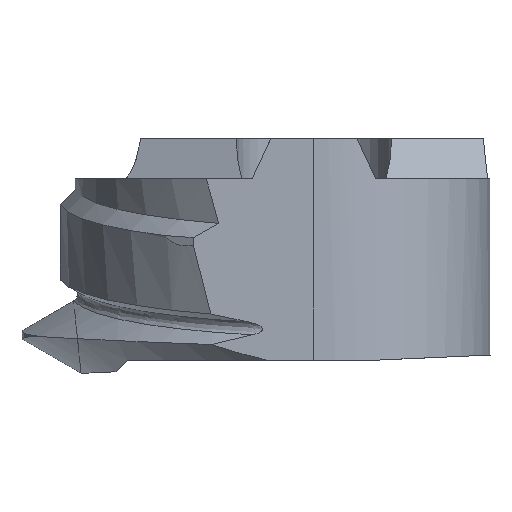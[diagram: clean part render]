
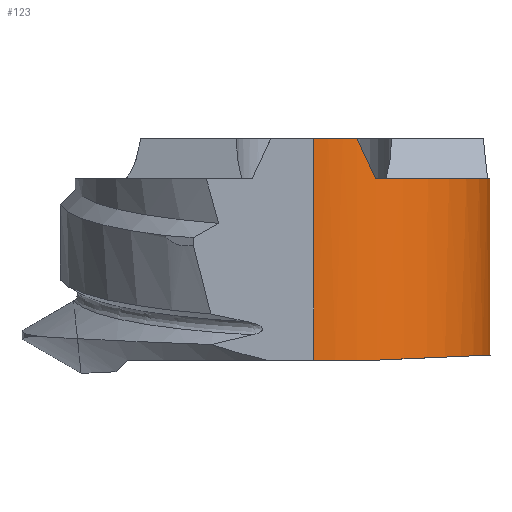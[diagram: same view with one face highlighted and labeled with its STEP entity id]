
A CAD part, front view. The second image highlights one B-rep face of the part: STEP entity #123.
In plain terms, the highlighted cylindrical face has radius 3.5 mm (diameter 7 mm), a partial arc.
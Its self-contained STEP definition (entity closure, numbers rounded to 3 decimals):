
#32=CYLINDRICAL_SURFACE('',#827,3.5);
#43=(
BOUNDED_CURVE()
B_SPLINE_CURVE(3,(#1344,#1345,#1346,#1347),.UNSPECIFIED.,.F.,.F.)
B_SPLINE_CURVE_WITH_KNOTS((4,4),(0.,1.),.UNSPECIFIED.)
CURVE()
GEOMETRIC_REPRESENTATION_ITEM()
RATIONAL_B_SPLINE_CURVE((1.,0.883,0.883,1.))
REPRESENTATION_ITEM('')
);
#44=(
BOUNDED_CURVE()
B_SPLINE_CURVE(3,(#1350,#1351,#1352,#1353),.UNSPECIFIED.,.F.,.F.)
B_SPLINE_CURVE_WITH_KNOTS((4,4),(0.,1.),.UNSPECIFIED.)
CURVE()
GEOMETRIC_REPRESENTATION_ITEM()
RATIONAL_B_SPLINE_CURVE((1.,0.883,0.883,1.))
REPRESENTATION_ITEM('')
);
#45=(
BOUNDED_CURVE()
B_SPLINE_CURVE(3,(#1361,#1362,#1363,#1364),.UNSPECIFIED.,.F.,.F.)
B_SPLINE_CURVE_WITH_KNOTS((4,4),(0.,1.),.UNSPECIFIED.)
CURVE()
GEOMETRIC_REPRESENTATION_ITEM()
RATIONAL_B_SPLINE_CURVE((1.,0.999,0.999,1.))
REPRESENTATION_ITEM('')
);
#46=(
BOUNDED_CURVE()
B_SPLINE_CURVE(3,(#1368,#1369,#1370,#1371),.UNSPECIFIED.,.F.,.F.)
B_SPLINE_CURVE_WITH_KNOTS((4,4),(0.,1.),.UNSPECIFIED.)
CURVE()
GEOMETRIC_REPRESENTATION_ITEM()
RATIONAL_B_SPLINE_CURVE((1.,0.999,0.999,1.))
REPRESENTATION_ITEM('')
);
#47=(
BOUNDED_CURVE()
B_SPLINE_CURVE(3,(#1375,#1376,#1377,#1378),.UNSPECIFIED.,.F.,.F.)
B_SPLINE_CURVE_WITH_KNOTS((4,4),(0.,1.),.UNSPECIFIED.)
CURVE()
GEOMETRIC_REPRESENTATION_ITEM()
RATIONAL_B_SPLINE_CURVE((1.,0.999,0.999,1.))
REPRESENTATION_ITEM('')
);
#48=(
BOUNDED_CURVE()
B_SPLINE_CURVE(3,(#1382,#1383,#1384,#1385),.UNSPECIFIED.,.F.,.F.)
B_SPLINE_CURVE_WITH_KNOTS((4,4),(0.,1.),.UNSPECIFIED.)
CURVE()
GEOMETRIC_REPRESENTATION_ITEM()
RATIONAL_B_SPLINE_CURVE((1.,0.999,0.999,1.))
REPRESENTATION_ITEM('')
);
#74=CIRCLE('',#820,3.5);
#75=CIRCLE('',#821,3.5);
#76=CIRCLE('',#822,3.5);
#77=CIRCLE('',#823,3.5);
#78=CIRCLE('',#824,3.5);
#79=CIRCLE('',#825,3.5);
#80=CIRCLE('',#826,3.5);
#123=ADVANCED_FACE('',(#185),#32,.T.);
#185=FACE_OUTER_BOUND('',#230,.T.);
#230=EDGE_LOOP('',(#335,#336,#337,#338,#339,#340,#341,#342,#343,#344,#345,
#346,#347,#348,#349));
#335=ORIENTED_EDGE('',*,*,#600,.T.);
#336=ORIENTED_EDGE('',*,*,#601,.T.);
#337=ORIENTED_EDGE('',*,*,#602,.T.);
#338=ORIENTED_EDGE('',*,*,#603,.T.);
#339=ORIENTED_EDGE('',*,*,#604,.T.);
#340=ORIENTED_EDGE('',*,*,#605,.T.);
#341=ORIENTED_EDGE('',*,*,#606,.T.);
#342=ORIENTED_EDGE('',*,*,#607,.T.);
#343=ORIENTED_EDGE('',*,*,#608,.T.);
#344=ORIENTED_EDGE('',*,*,#609,.T.);
#345=ORIENTED_EDGE('',*,*,#610,.T.);
#346=ORIENTED_EDGE('',*,*,#611,.T.);
#347=ORIENTED_EDGE('',*,*,#612,.T.);
#348=ORIENTED_EDGE('',*,*,#613,.F.);
#349=ORIENTED_EDGE('',*,*,#614,.T.);
#518=VERTEX_POINT('',#1348);
#519=VERTEX_POINT('',#1349);
#520=VERTEX_POINT('',#1354);
#521=VERTEX_POINT('',#1356);
#522=VERTEX_POINT('',#1358);
#523=VERTEX_POINT('',#1360);
#524=VERTEX_POINT('',#1365);
#525=VERTEX_POINT('',#1367);
#526=VERTEX_POINT('',#1372);
#527=VERTEX_POINT('',#1374);
#528=VERTEX_POINT('',#1379);
#529=VERTEX_POINT('',#1381);
#530=VERTEX_POINT('',#1386);
#531=VERTEX_POINT('',#1388);
#532=VERTEX_POINT('',#1390);
#600=EDGE_CURVE('',#518,#519,#43,.T.);
#601=EDGE_CURVE('',#519,#520,#44,.T.);
#602=EDGE_CURVE('',#520,#521,#74,.T.);
#603=EDGE_CURVE('',#521,#522,#663,.T.);
#604=EDGE_CURVE('',#522,#523,#75,.T.);
#605=EDGE_CURVE('',#523,#524,#45,.T.);
#606=EDGE_CURVE('',#524,#525,#76,.T.);
#607=EDGE_CURVE('',#525,#526,#46,.T.);
#608=EDGE_CURVE('',#526,#527,#77,.T.);
#609=EDGE_CURVE('',#527,#528,#47,.T.);
#610=EDGE_CURVE('',#528,#529,#78,.T.);
#611=EDGE_CURVE('',#529,#530,#48,.T.);
#612=EDGE_CURVE('',#530,#531,#79,.T.);
#613=EDGE_CURVE('',#532,#531,#664,.T.);
#614=EDGE_CURVE('',#532,#518,#80,.T.);
#663=LINE('',#1357,#706);
#664=LINE('',#1389,#707);
#706=VECTOR('',#926,1.);
#707=VECTOR('',#937,1.);
#820=AXIS2_PLACEMENT_3D('',#1355,#924,#925);
#821=AXIS2_PLACEMENT_3D('',#1359,#927,#928);
#822=AXIS2_PLACEMENT_3D('',#1366,#929,#930);
#823=AXIS2_PLACEMENT_3D('',#1373,#931,#932);
#824=AXIS2_PLACEMENT_3D('',#1380,#933,#934);
#825=AXIS2_PLACEMENT_3D('',#1387,#935,#936);
#826=AXIS2_PLACEMENT_3D('',#1391,#938,#939);
#827=AXIS2_PLACEMENT_3D('',#1392,#940,#941);
#924=DIRECTION('',(0.,0.,1.));
#925=DIRECTION('',(-1.,0.,0.));
#926=DIRECTION('',(0.,0.,1.));
#927=DIRECTION('',(0.,0.,-1.));
#928=DIRECTION('',(1.,0.,0.));
#929=DIRECTION('',(0.,0.,-1.));
#930=DIRECTION('',(1.,0.,0.));
#931=DIRECTION('',(0.,0.,-1.));
#932=DIRECTION('',(1.,0.,0.));
#933=DIRECTION('',(0.,0.,-1.));
#934=DIRECTION('',(1.,0.,0.));
#935=DIRECTION('',(0.,0.,-1.));
#936=DIRECTION('',(1.,0.,0.));
#937=DIRECTION('',(0.,0.,1.));
#938=DIRECTION('',(0.,0.,1.));
#939=DIRECTION('',(-1.,0.,0.));
#940=DIRECTION('',(0.,0.,1.));
#941=DIRECTION('',(-1.,0.,0.));
#1344=CARTESIAN_POINT('',(1.26,-3.265,-3.7));
#1345=CARTESIAN_POINT('',(2.654,-2.727,-3.638));
#1346=CARTESIAN_POINT('',(3.5,-1.495,-3.6));
#1347=CARTESIAN_POINT('',(3.5,0.,-3.6));
#1348=CARTESIAN_POINT('',(1.26,-3.265,-3.7));
#1349=CARTESIAN_POINT('',(3.5,0.,-3.6));
#1350=CARTESIAN_POINT('',(3.5,0.,-3.6));
#1351=CARTESIAN_POINT('',(3.5,1.495,-3.6));
#1352=CARTESIAN_POINT('',(2.654,2.727,-3.638));
#1353=CARTESIAN_POINT('',(1.26,3.265,-3.7));
#1354=CARTESIAN_POINT('',(1.26,3.265,-3.7));
#1355=CARTESIAN_POINT('',(0.,0.,-3.7));
#1356=CARTESIAN_POINT('',(-2.82,2.073,-3.7));
#1357=CARTESIAN_POINT('',(-2.82,2.073,-4.1));
#1358=CARTESIAN_POINT('',(-2.82,2.073,0.7));
#1359=CARTESIAN_POINT('',(0.,0.,0.7));
#1360=CARTESIAN_POINT('',(-2.513,2.436,0.7));
#1361=CARTESIAN_POINT('',(-2.513,2.436,0.7));
#1362=CARTESIAN_POINT('',(-2.422,2.53,0.429));
#1363=CARTESIAN_POINT('',(-2.326,2.618,0.162));
#1364=CARTESIAN_POINT('',(-2.226,2.701,-0.1));
#1365=CARTESIAN_POINT('',(-2.226,2.701,-0.1));
#1366=CARTESIAN_POINT('',(0.,0.,-0.1));
#1367=CARTESIAN_POINT('',(2.226,2.701,-0.1));
#1368=CARTESIAN_POINT('',(2.226,2.701,-0.1));
#1369=CARTESIAN_POINT('',(2.326,2.618,0.162));
#1370=CARTESIAN_POINT('',(2.422,2.53,0.429));
#1371=CARTESIAN_POINT('',(2.513,2.436,0.7));
#1372=CARTESIAN_POINT('',(2.513,2.436,0.7));
#1373=CARTESIAN_POINT('',(0.,0.,0.7));
#1374=CARTESIAN_POINT('',(3.366,0.958,0.7));
#1375=CARTESIAN_POINT('',(3.366,0.958,0.7));
#1376=CARTESIAN_POINT('',(3.402,0.833,0.429));
#1377=CARTESIAN_POINT('',(3.431,0.705,0.162));
#1378=CARTESIAN_POINT('',(3.452,0.577,-0.1));
#1379=CARTESIAN_POINT('',(3.452,0.577,-0.1));
#1380=CARTESIAN_POINT('',(0.,0.,-0.1));
#1381=CARTESIAN_POINT('',(1.226,-3.278,-0.1));
#1382=CARTESIAN_POINT('',(1.226,-3.278,-0.1));
#1383=CARTESIAN_POINT('',(1.104,-3.324,0.162));
#1384=CARTESIAN_POINT('',(0.98,-3.363,0.429));
#1385=CARTESIAN_POINT('',(0.853,-3.394,0.7));
#1386=CARTESIAN_POINT('',(0.853,-3.394,0.7));
#1387=CARTESIAN_POINT('',(0.,0.,0.7));
#1388=CARTESIAN_POINT('',(0.,-3.5,0.7));
#1389=CARTESIAN_POINT('',(0.,-3.5,-4.1));
#1390=CARTESIAN_POINT('',(0.,-3.5,-3.7));
#1391=CARTESIAN_POINT('',(0.,0.,-3.7));
#1392=CARTESIAN_POINT('',(0.,0.,-4.1));
